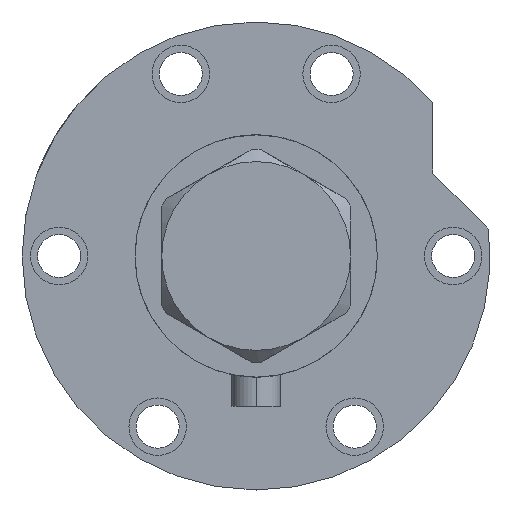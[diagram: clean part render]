
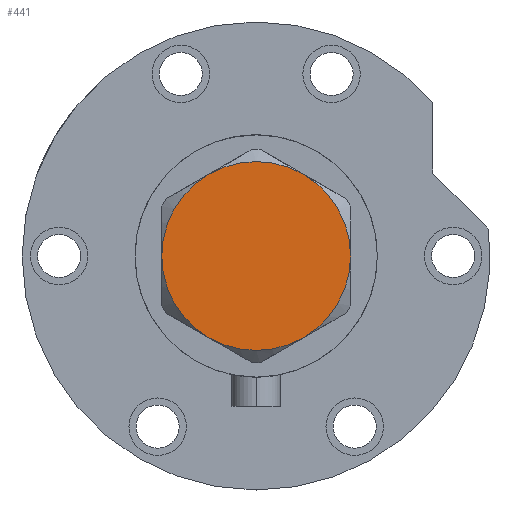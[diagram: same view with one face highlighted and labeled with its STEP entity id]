
A CAD part, left-side view. The second image highlights one B-rep face of the part: STEP entity #441.
In plain terms, the highlighted face is planar.
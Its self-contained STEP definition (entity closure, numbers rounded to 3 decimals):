
#127 = EDGE_CURVE ( 'NONE', #1611, #2149, #3444, .T. ) ;
#133 = DIRECTION ( 'NONE',  ( 1., 0., 0. ) ) ;
#154 = AXIS2_PLACEMENT_3D ( 'NONE', #6546, #1812, #6590 ) ;
#342 = VERTEX_POINT ( 'NONE', #415 ) ;
#388 = DIRECTION ( 'NONE',  ( 1., 0., 0. ) ) ;
#415 = CARTESIAN_POINT ( 'NONE',  ( -11.5, 19.919, 13. ) ) ;
#441 = ADVANCED_FACE ( 'NONE', ( #4959 ), #1860, .T. ) ;
#462 = CARTESIAN_POINT ( 'NONE',  ( 11.5, 19.919, 13. ) ) ;
#635 = EDGE_LOOP ( 'NONE', ( #5833, #1551, #6187, #1319, #4614, #2700 ) ) ;
#823 = CIRCLE ( 'NONE', #1711, 23. ) ;
#912 = CARTESIAN_POINT ( 'NONE',  ( 0., 0., 13. ) ) ;
#934 = EDGE_CURVE ( 'NONE', #2149, #342, #1243, .T. ) ;
#1032 = CARTESIAN_POINT ( 'NONE',  ( 0., 0., 13. ) ) ;
#1243 = CIRCLE ( 'NONE', #3682, 23. ) ;
#1295 = DIRECTION ( 'NONE',  ( 0., 0., 1. ) ) ;
#1319 = ORIENTED_EDGE ( 'NONE', *, *, #4124, .T. ) ;
#1379 = CIRCLE ( 'NONE', #6116, 23. ) ;
#1551 = ORIENTED_EDGE ( 'NONE', *, *, #127, .T. ) ;
#1611 = VERTEX_POINT ( 'NONE', #5919 ) ;
#1619 = CIRCLE ( 'NONE', #6471, 23. ) ;
#1711 = AXIS2_PLACEMENT_3D ( 'NONE', #912, #5690, #5125 ) ;
#1812 = DIRECTION ( 'NONE',  ( 0., 0., 1. ) ) ;
#1860 = PLANE ( 'NONE',  #2770 ) ;
#2149 = VERTEX_POINT ( 'NONE', #462 ) ;
#2367 = DIRECTION ( 'NONE',  ( 0., 0., 1. ) ) ;
#2408 = EDGE_CURVE ( 'NONE', #3404, #1611, #1379, .T. ) ;
#2429 = DIRECTION ( 'NONE',  ( 1., 0., 0. ) ) ;
#2700 = ORIENTED_EDGE ( 'NONE', *, *, #3866, .T. ) ;
#2751 = DIRECTION ( 'NONE',  ( 1., 0., 0. ) ) ;
#2770 = AXIS2_PLACEMENT_3D ( 'NONE', #3227, #2367, #5882 ) ;
#3009 = DIRECTION ( 'NONE',  ( 0., 0., 1. ) ) ;
#3227 = CARTESIAN_POINT ( 'NONE',  ( 0., 0., 13. ) ) ;
#3361 = VERTEX_POINT ( 'NONE', #3666 ) ;
#3386 = DIRECTION ( 'NONE',  ( 0., 0., 1. ) ) ;
#3404 = VERTEX_POINT ( 'NONE', #4150 ) ;
#3444 = CIRCLE ( 'NONE', #6548, 23. ) ;
#3666 = CARTESIAN_POINT ( 'NONE',  ( -23., 0., 13. ) ) ;
#3682 = AXIS2_PLACEMENT_3D ( 'NONE', #4358, #3386, #133 ) ;
#3866 = EDGE_CURVE ( 'NONE', #6223, #3404, #823, .T. ) ;
#4124 = EDGE_CURVE ( 'NONE', #342, #3361, #1619, .T. ) ;
#4150 = CARTESIAN_POINT ( 'NONE',  ( 11.5, -19.919, 13. ) ) ;
#4338 = CARTESIAN_POINT ( 'NONE',  ( 0., 0., 13. ) ) ;
#4358 = CARTESIAN_POINT ( 'NONE',  ( 0., 0., 13. ) ) ;
#4614 = ORIENTED_EDGE ( 'NONE', *, *, #5578, .T. ) ;
#4959 = FACE_OUTER_BOUND ( 'NONE', #635, .T. ) ;
#5035 = CIRCLE ( 'NONE', #154, 23. ) ;
#5125 = DIRECTION ( 'NONE',  ( 1., 0., 0. ) ) ;
#5578 = EDGE_CURVE ( 'NONE', #3361, #6223, #5035, .T. ) ;
#5690 = DIRECTION ( 'NONE',  ( 0., 0., 1. ) ) ;
#5833 = ORIENTED_EDGE ( 'NONE', *, *, #2408, .T. ) ;
#5882 = DIRECTION ( 'NONE',  ( 1., 0., 0. ) ) ;
#5885 = CARTESIAN_POINT ( 'NONE',  ( -11.5, -19.919, 13. ) ) ;
#5919 = CARTESIAN_POINT ( 'NONE',  ( 23., 0., 13. ) ) ;
#6116 = AXIS2_PLACEMENT_3D ( 'NONE', #6512, #1295, #2429 ) ;
#6187 = ORIENTED_EDGE ( 'NONE', *, *, #934, .T. ) ;
#6223 = VERTEX_POINT ( 'NONE', #5885 ) ;
#6407 = DIRECTION ( 'NONE',  ( 0., 0., 1. ) ) ;
#6471 = AXIS2_PLACEMENT_3D ( 'NONE', #4338, #6407, #2751 ) ;
#6512 = CARTESIAN_POINT ( 'NONE',  ( 0., 0., 13. ) ) ;
#6546 = CARTESIAN_POINT ( 'NONE',  ( 0., 0., 13. ) ) ;
#6548 = AXIS2_PLACEMENT_3D ( 'NONE', #1032, #3009, #388 ) ;
#6590 = DIRECTION ( 'NONE',  ( 1., 0., 0. ) ) ;
